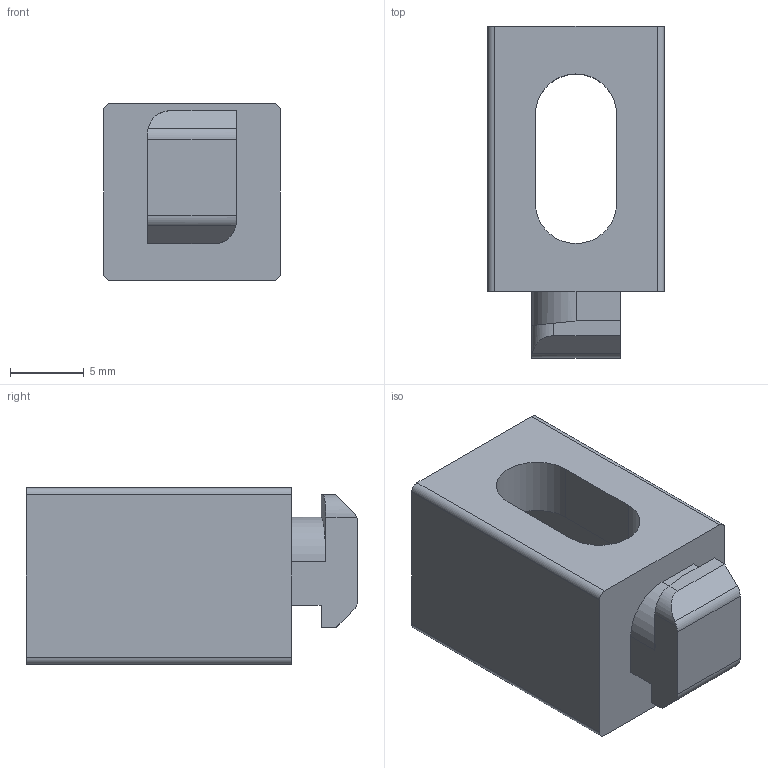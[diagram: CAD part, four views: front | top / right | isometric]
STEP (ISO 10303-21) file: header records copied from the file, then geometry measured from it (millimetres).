
FILE_DESCRIPTION(/* description */ ('Staffa di montaggio lastra serie 20'),/* implementation_level */ '2;1');
FILE_NAME(/* name */ 'PMB20.stp',/* time_stamp */ '2021-02-19T14:04:28+01:00',/* author */ ('omnitec'),/* organization */ ('Microsoft'),/* preprocessor_version */ 'ST-DEVELOPER v18.1',/* originating_system */ 'Autodesk Inventor 2021',/* authorisation */ '');
FILE_SCHEMA (('AUTOMOTIVE_DESIGN { 1 0 10303 214 3 1 1 }','FEATURE_BASED_PROCESS_PLANNING'));
Length unit declared in the file: millimetre
Products named in the file (1): PMB20
Bounding box: 12 x 22.5 x 12 mm (x, y, z)
Volume: 1836.2 mm3; surface area: 1644.6 mm2
Topology: 1 solids, 1 shells, 42 faces, 112 edges, 74 vertices
Faces by surface type: plane 28, cylinder 14
Entity records: 1363 total; most frequent: CARTESIAN_POINT 239, ORIENTED_EDGE 224, DIRECTION 224, EDGE_CURVE 112, LINE 82, VECTOR 82, VERTEX_POINT 74, AXIS2_PLACEMENT_3D 71
